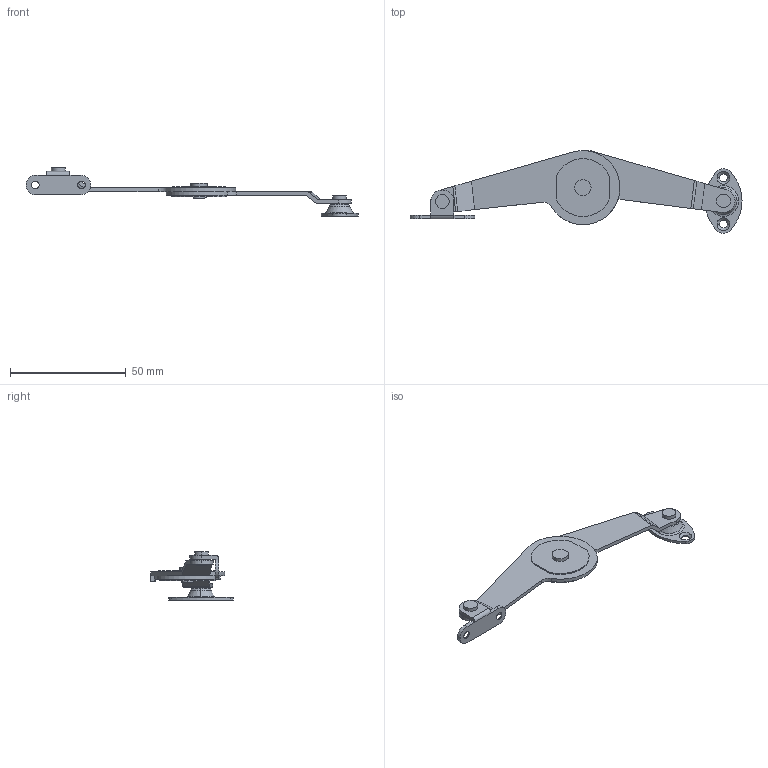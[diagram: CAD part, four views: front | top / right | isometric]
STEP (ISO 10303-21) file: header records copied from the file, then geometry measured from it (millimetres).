
FILE_DESCRIPTION (( 'STEP AP203' ), '1' );
FILE_NAME ('sone3D.STEP', '2013-09-25T04:44:25', ( '' ), ( '' ), 'SwSTEP 2.0', 'SolidWorks 2012', '' );
FILE_SCHEMA (( 'CONFIG_CONTROL_DESIGN' ));
Length unit declared in the file: millimetre
Products named in the file (10): sone3D; B-38-2偐偟傔僺儞C_岞; B-38-2蓋側ブラケット_公; B-38-2偐偟傔僺儞B_岞_偐偟傔僺儞B乮榞懁乯; B-38-2枠側ブラケット_公; B-38-2ワッシャー_公; B-38-2バネ鋼座金_公; B-38-2偐偟傔僺儞A_岞; B-38-2-L傾乕儉A_岞; B-38-2-L傾乕儉B_岞
Assembly tree (10 placements, depth 2):
  sone3D
    B-38-2-L傾乕儉B_岞
    B-38-2-L傾乕儉A_岞
    B-38-2偐偟傔僺儞A_岞
    B-38-2バネ鋼座金_公
    B-38-2ワッシャー_公  x2
    B-38-2枠側ブラケット_公
    B-38-2偐偟傔僺儞B_岞_偐偟傔僺儞B乮榞懁乯
    B-38-2蓋側ブラケット_公
    B-38-2偐偟傔僺儞C_岞
Bounding box: 143.43 x 35.75 x 20.95 mm (x, y, z)
Volume: 6265.9 mm3; surface area: 9738.3 mm2
Topology: 10 solids, 10 shells, 152 faces, 349 edges, 226 vertices
Faces by surface type: cylinder 78, plane 54, cone 12, torus 8
Entity records: 5353 total; most frequent: DIRECTION 825, CARTESIAN_POINT 732, ORIENTED_EDGE 674, EDGE_CURVE 337, AXIS2_PLACEMENT_3D 335, VERTEX_POINT 218, EDGE_LOOP 183, CIRCLE 176
